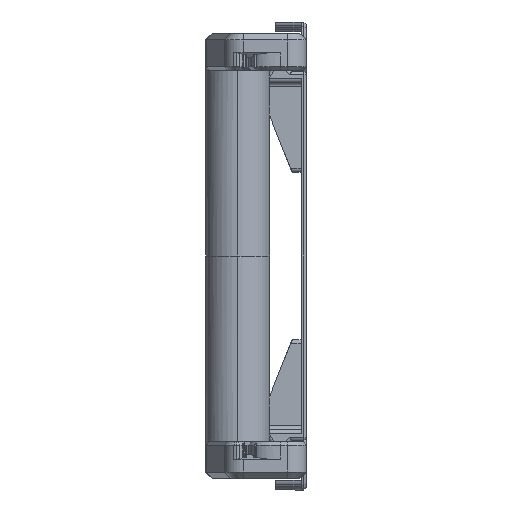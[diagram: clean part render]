
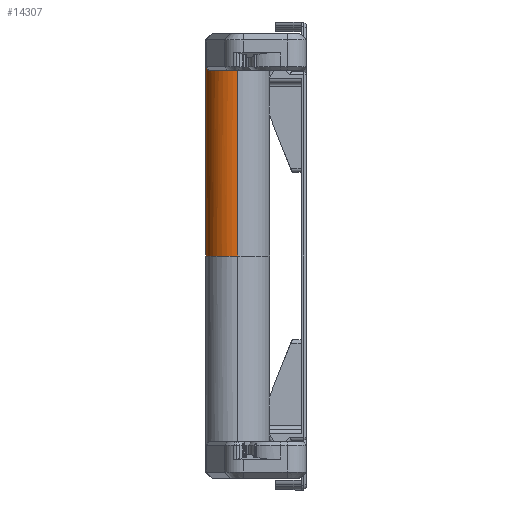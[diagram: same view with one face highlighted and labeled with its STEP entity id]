
A CAD part, left-side view. The second image highlights one B-rep face of the part: STEP entity #14307.
In plain terms, the highlighted cylindrical face has radius 5 mm (diameter 10 mm), a partial arc.
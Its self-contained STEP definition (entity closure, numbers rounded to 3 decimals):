
#60 = CARTESIAN_POINT ( 'NONE',  ( 46.14, 15.7, -31.801 ) ) ;
#759 = DIRECTION ( 'NONE',  ( 0., 0., 1. ) ) ;
#767 = CIRCLE ( 'NONE', #9879, 5. ) ;
#919 = CARTESIAN_POINT ( 'NONE',  ( 43.632, 13.133, -29. ) ) ;
#1324 = CARTESIAN_POINT ( 'NONE',  ( 44.537, 14.758, -30.773 ) ) ;
#1526 = DIRECTION ( 'NONE',  ( 0., 0., -1. ) ) ;
#1654 = VECTOR ( 'NONE', #10022, 1000. ) ;
#1819 = EDGE_CURVE ( 'NONE', #12795, #4768, #12149, .T. ) ;
#2454 = VECTOR ( 'NONE', #759, 1000. ) ;
#2668 = CARTESIAN_POINT ( 'NONE',  ( 48., 15.7, -31.801 ) ) ;
#2684 = CARTESIAN_POINT ( 'NONE',  ( 48., 10.7, 0. ) ) ;
#3033 = CARTESIAN_POINT ( 'NONE',  ( 50.179, 15.2, -29. ) ) ;
#3060 = ORIENTED_EDGE ( 'NONE', *, *, #15280, .F. ) ;
#4573 = LINE ( 'NONE', #17204, #1654 ) ;
#4768 = VERTEX_POINT ( 'NONE', #6261 ) ;
#4822 = CARTESIAN_POINT ( 'NONE',  ( 48., 10.7, -29. ) ) ;
#4998 = VERTEX_POINT ( 'NONE', #10762 ) ;
#5014 = FACE_OUTER_BOUND ( 'NONE', #15285, .T. ) ;
#5064 = EDGE_CURVE ( 'NONE', #17122, #4998, #16503, .T. ) ;
#5805 = VERTEX_POINT ( 'NONE', #11892 ) ;
#6261 = CARTESIAN_POINT ( 'NONE',  ( 53., 10.7, -29. ) ) ;
#6439 = CYLINDRICAL_SURFACE ( 'NONE', #17354, 5. ) ;
#6556 = ORIENTED_EDGE ( 'NONE', *, *, #7813, .T. ) ;
#6754 = CARTESIAN_POINT ( 'NONE',  ( 43.632, 13.133, -29. ) ) ;
#6951 = DIRECTION ( 'NONE',  ( -1., 0., 0. ) ) ;
#7477 = VERTEX_POINT ( 'NONE', #16725 ) ;
#7773 = DIRECTION ( 'NONE',  ( 0., 0., 1. ) ) ;
#7813 = EDGE_CURVE ( 'NONE', #4998, #7477, #14630, .T. ) ;
#7978 = CARTESIAN_POINT ( 'NONE',  ( 43., 10.7, -74.947 ) ) ;
#8366 = VERTEX_POINT ( 'NONE', #10027 ) ;
#8873 = LINE ( 'NONE', #10045, #2454 ) ;
#9386 = DIRECTION ( 'NONE',  ( -1., 0., 0. ) ) ;
#9552 = CARTESIAN_POINT ( 'NONE',  ( 48., 15.7, -29.5 ) ) ;
#9758 = ORIENTED_EDGE ( 'NONE', *, *, #5064, .T. ) ;
#9761 = ORIENTED_EDGE ( 'NONE', *, *, #13729, .F. ) ;
#9879 = AXIS2_PLACEMENT_3D ( 'NONE', #4822, #14120, #15555 ) ;
#10022 = DIRECTION ( 'NONE',  ( 0., 0., 1. ) ) ;
#10027 = CARTESIAN_POINT ( 'NONE',  ( 48., 15.7, -29.5 ) ) ;
#10045 = CARTESIAN_POINT ( 'NONE',  ( 53., 10.7, -74.947 ) ) ;
#10304 = DIRECTION ( 'NONE',  ( 1., 0., 0. ) ) ;
#10616 = ORIENTED_EDGE ( 'NONE', *, *, #1819, .F. ) ;
#10762 = CARTESIAN_POINT ( 'NONE',  ( 43., 10.7, 0. ) ) ;
#11250 = EDGE_CURVE ( 'NONE', #5805, #15521, #13375, .T. ) ;
#11596 = AXIS2_PLACEMENT_3D ( 'NONE', #11646, #15687, #10304 ) ;
#11646 = CARTESIAN_POINT ( 'NONE',  ( 48., 10.7, -29. ) ) ;
#11892 = CARTESIAN_POINT ( 'NONE',  ( 48., 15.7, -31.801 ) ) ;
#12149 = CIRCLE ( 'NONE', #11596, 5. ) ;
#12723 = CARTESIAN_POINT ( 'NONE',  ( 43., 10.7, -29. ) ) ;
#12795 = VERTEX_POINT ( 'NONE', #16044 ) ;
#13052 =( BOUNDED_CURVE ( )  B_SPLINE_CURVE ( 3, ( #3033, #14937, #15281, #9552 ),
 .UNSPECIFIED., .F., .T. )
 B_SPLINE_CURVE_WITH_KNOTS ( ( 4, 4 ),
 ( 2.691, 3.142 ),
 .UNSPECIFIED. )
 CURVE ( )  GEOMETRIC_REPRESENTATION_ITEM ( )  RATIONAL_B_SPLINE_CURVE ( ( 1., 0.983, 0.983, 1. ) )
 REPRESENTATION_ITEM ( '' )  );
#13375 =( BOUNDED_CURVE ( )  B_SPLINE_CURVE ( 3, ( #2668, #60, #1324, #6754 ),
 .UNSPECIFIED., .F., .F. )
 B_SPLINE_CURVE_WITH_KNOTS ( ( 4, 4 ),
 ( 3.142, 4.204 ),
 .UNSPECIFIED. )
 CURVE ( )  GEOMETRIC_REPRESENTATION_ITEM ( )  RATIONAL_B_SPLINE_CURVE ( ( 1., 0.908, 0.908, 1. ) )
 REPRESENTATION_ITEM ( '' )  );
#13729 = EDGE_CURVE ( 'NONE', #4768, #7477, #8873, .T. ) ;
#13759 = AXIS2_PLACEMENT_3D ( 'NONE', #2684, #1526, #6951 ) ;
#14115 = ORIENTED_EDGE ( 'NONE', *, *, #17680, .T. ) ;
#14120 = DIRECTION ( 'NONE',  ( 0., 0., -1. ) ) ;
#14307 = ADVANCED_FACE ( 'NONE', ( #5014 ), #6439, .T. ) ;
#14585 = CARTESIAN_POINT ( 'NONE',  ( 48., 10.7, -74.947 ) ) ;
#14614 = EDGE_CURVE ( 'NONE', #17122, #15521, #767, .T. ) ;
#14630 = CIRCLE ( 'NONE', #13759, 5. ) ;
#14636 = ORIENTED_EDGE ( 'NONE', *, *, #11250, .T. ) ;
#14937 = CARTESIAN_POINT ( 'NONE',  ( 49.497, 15.53, -29.33 ) ) ;
#15280 = EDGE_CURVE ( 'NONE', #5805, #8366, #4573, .T. ) ;
#15281 = CARTESIAN_POINT ( 'NONE',  ( 48.758, 15.7, -29.5 ) ) ;
#15285 = EDGE_LOOP ( 'NONE', ( #9761, #10616, #14115, #3060, #14636, #17517, #9758, #6556 ) ) ;
#15521 = VERTEX_POINT ( 'NONE', #919 ) ;
#15555 = DIRECTION ( 'NONE',  ( 1., 0., 0. ) ) ;
#15687 = DIRECTION ( 'NONE',  ( 0., 0., -1. ) ) ;
#16044 = CARTESIAN_POINT ( 'NONE',  ( 50.179, 15.2, -29. ) ) ;
#16503 = LINE ( 'NONE', #7978, #16519 ) ;
#16519 = VECTOR ( 'NONE', #17585, 1000. ) ;
#16725 = CARTESIAN_POINT ( 'NONE',  ( 53., 10.7, 0. ) ) ;
#17122 = VERTEX_POINT ( 'NONE', #12723 ) ;
#17204 = CARTESIAN_POINT ( 'NONE',  ( 48., 15.7, -30.75 ) ) ;
#17354 = AXIS2_PLACEMENT_3D ( 'NONE', #14585, #7773, #9386 ) ;
#17517 = ORIENTED_EDGE ( 'NONE', *, *, #14614, .F. ) ;
#17585 = DIRECTION ( 'NONE',  ( 0., 0., 1. ) ) ;
#17680 = EDGE_CURVE ( 'NONE', #12795, #8366, #13052, .T. ) ;
